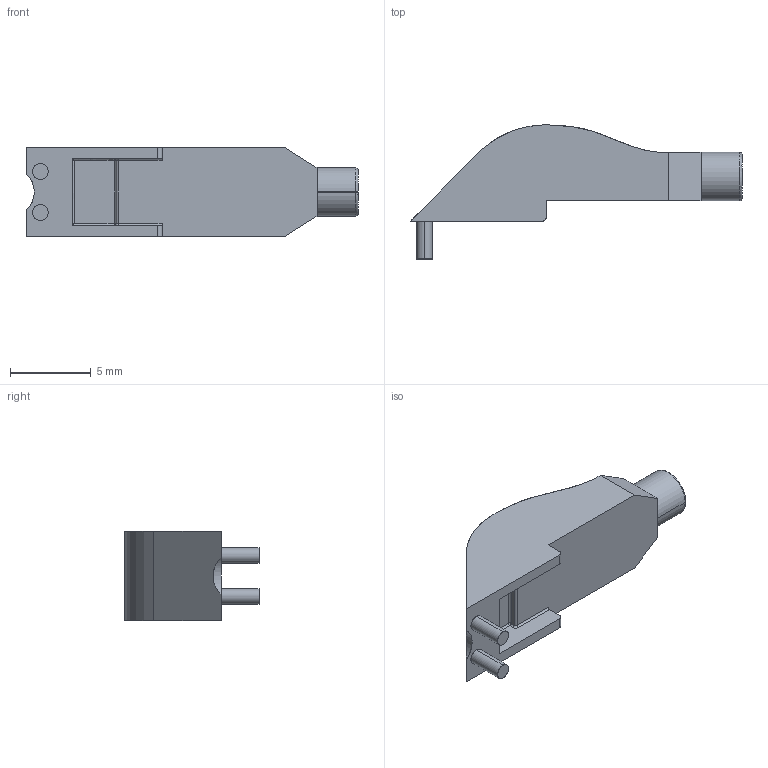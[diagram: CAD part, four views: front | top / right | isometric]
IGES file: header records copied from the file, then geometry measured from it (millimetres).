
Start section: SolidWorks IGES file using analytic representation for surfaces
Global section: file name: SLP-1.IGS; native system: SolidWorks 2012; preprocessor: SolidWorks 2012; author: sraja; date: 120831.131057; units: inch
Bounding box: 20.57 x 8.31 x 5.54 mm (x, y, z)
Surface area: 417.4 mm2 (no closed solid volume)
Topology: 0 solids, 0 shells, 49 faces, 427 edges, 425 vertices
Faces by surface type: bspline 28, revolution 21
